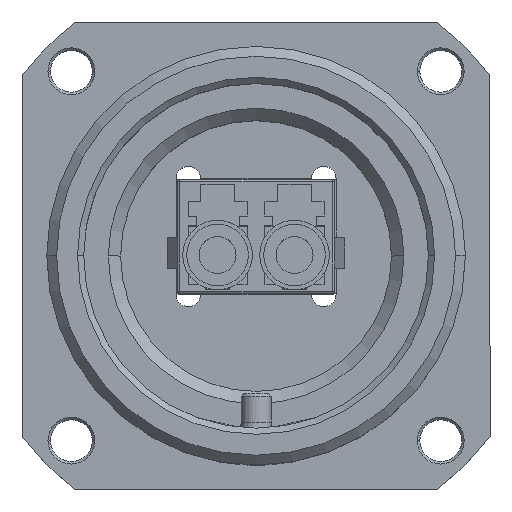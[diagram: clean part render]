
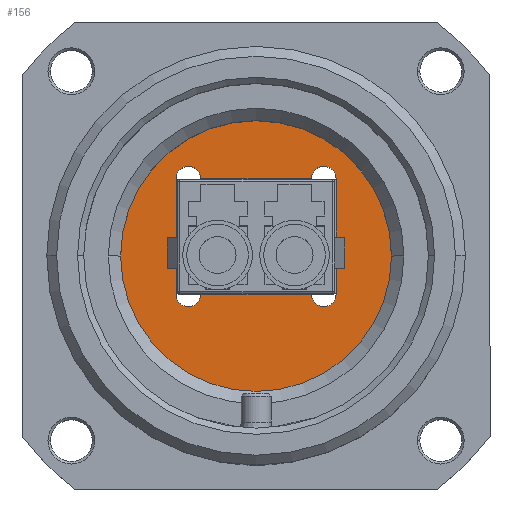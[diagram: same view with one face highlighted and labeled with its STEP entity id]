
A CAD part, top view. The second image highlights one B-rep face of the part: STEP entity #156.
In plain terms, the highlighted planar face has unit normal (0, 0, 1).
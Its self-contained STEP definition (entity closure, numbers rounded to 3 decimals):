
#156 = ADVANCED_FACE ( 'NONE', ( #7811, #7818 ), #440, .T. ) ;
#438 = DIRECTION ( 'NONE',  ( 1., 0., 0. ) ) ;
#440 = PLANE ( 'NONE',  #2051 ) ;
#442 = CARTESIAN_POINT ( 'NONE',  ( 0., 11., -22. ) ) ;
#443 = DIRECTION ( 'NONE',  ( 0., 0., 1. ) ) ;
#1306 = CIRCLE ( 'NONE', #2717, 11. ) ;
#2051 = AXIS2_PLACEMENT_3D ( 'NONE', #442, #443, #438 ) ;
#2233 = AXIS2_PLACEMENT_3D ( 'NONE', #5761, #5405, #5725 ) ;
#2403 = AXIS2_PLACEMENT_3D ( 'NONE', #5445, #5863, #5909 ) ;
#2677 = EDGE_CURVE ( 'NONE', #4653, #4657, #1306, .T. ) ;
#2717 = AXIS2_PLACEMENT_3D ( 'NONE', #10841, #10842, #10839 ) ;
#2839 = AXIS2_PLACEMENT_3D ( 'NONE', #5878, #5743, #5829 ) ;
#2844 = AXIS2_PLACEMENT_3D ( 'NONE', #5637, #5760, #5943 ) ;
#2869 = AXIS2_PLACEMENT_3D ( 'NONE', #5681, #5956, #5662 ) ;
#3625 = VECTOR ( 'NONE', #5610, 1000. ) ;
#3628 = LINE ( 'NONE', #5613, #3625 ) ;
#3645 = VECTOR ( 'NONE', #5666, 1000. ) ;
#3648 = LINE ( 'NONE', #5668, #3645 ) ;
#3765 = CIRCLE ( 'NONE', #2233, 1. ) ;
#3766 = VECTOR ( 'NONE', #5663, 1000. ) ;
#3768 = LINE ( 'NONE', #5942, #3766 ) ;
#3769 = CIRCLE ( 'NONE', #2844, 11. ) ;
#3770 = CIRCLE ( 'NONE', #2403, 1. ) ;
#3771 = CIRCLE ( 'NONE', #2839, 1. ) ;
#3773 = VECTOR ( 'NONE', #5658, 1000. ) ;
#3774 = CIRCLE ( 'NONE', #2869, 1. ) ;
#3775 = LINE ( 'NONE', #5837, #3773 ) ;
#4464 = VERTEX_POINT ( 'NONE', #11584 ) ;
#4653 = VERTEX_POINT ( 'NONE', #11588 ) ;
#4657 = VERTEX_POINT ( 'NONE', #11564 ) ;
#4727 = VERTEX_POINT ( 'NONE', #11499 ) ;
#4797 = VERTEX_POINT ( 'NONE', #11449 ) ;
#4832 = VERTEX_POINT ( 'NONE', #11357 ) ;
#4990 = VERTEX_POINT ( 'NONE', #11110 ) ;
#5030 = VERTEX_POINT ( 'NONE', #10974 ) ;
#5036 = VERTEX_POINT ( 'NONE', #10947 ) ;
#5041 = VERTEX_POINT ( 'NONE', #10986 ) ;
#5405 = DIRECTION ( 'NONE',  ( 0., 0., 1. ) ) ;
#5445 = CARTESIAN_POINT ( 'NONE',  ( -5.5, -3.1, -22. ) ) ;
#5610 = DIRECTION ( 'NONE',  ( 1., 0., 0. ) ) ;
#5613 = CARTESIAN_POINT ( 'NONE',  ( -4.5, -3.1, -22. ) ) ;
#5637 = CARTESIAN_POINT ( 'NONE',  ( 0., 0., -22. ) ) ;
#5658 = DIRECTION ( 'NONE',  ( 0., -1., 0. ) ) ;
#5662 = DIRECTION ( 'NONE',  ( 1., 0., 0. ) ) ;
#5663 = DIRECTION ( 'NONE',  ( 0., 1., 0. ) ) ;
#5666 = DIRECTION ( 'NONE',  ( -1., 0., 0. ) ) ;
#5668 = CARTESIAN_POINT ( 'NONE',  ( -4.5, 6.3, -22. ) ) ;
#5681 = CARTESIAN_POINT ( 'NONE',  ( 5.5, -3.1, -22. ) ) ;
#5725 = DIRECTION ( 'NONE',  ( 1., 0., 0. ) ) ;
#5743 = DIRECTION ( 'NONE',  ( 0., 0., 1. ) ) ;
#5760 = DIRECTION ( 'NONE',  ( 0., 0., 1. ) ) ;
#5761 = CARTESIAN_POINT ( 'NONE',  ( -5.5, 6.3, -22. ) ) ;
#5829 = DIRECTION ( 'NONE',  ( 1., 0., 0. ) ) ;
#5837 = CARTESIAN_POINT ( 'NONE',  ( -6.5, 6.3, -22. ) ) ;
#5863 = DIRECTION ( 'NONE',  ( 0., 0., 1. ) ) ;
#5878 = CARTESIAN_POINT ( 'NONE',  ( 5.5, 6.3, -22. ) ) ;
#5909 = DIRECTION ( 'NONE',  ( 1., 0., 0. ) ) ;
#5942 = CARTESIAN_POINT ( 'NONE',  ( 6.5, 6.3, -22. ) ) ;
#5943 = DIRECTION ( 'NONE',  ( 1., 0., 0. ) ) ;
#5956 = DIRECTION ( 'NONE',  ( 0., 0., 1. ) ) ;
#7811 = FACE_BOUND ( 'NONE', #10239, .T. ) ;
#7818 = FACE_OUTER_BOUND ( 'NONE', #10238, .T. ) ;
#8266 = ORIENTED_EDGE ( 'NONE', *, *, #2677, .T. ) ;
#8267 = ORIENTED_EDGE ( 'NONE', *, *, #12941, .T. ) ;
#8268 = ORIENTED_EDGE ( 'NONE', *, *, #12936, .F. ) ;
#8269 = ORIENTED_EDGE ( 'NONE', *, *, #12940, .F. ) ;
#8270 = ORIENTED_EDGE ( 'NONE', *, *, #13033, .F. ) ;
#8271 = ORIENTED_EDGE ( 'NONE', *, *, #12937, .F. ) ;
#8272 = ORIENTED_EDGE ( 'NONE', *, *, #12942, .F. ) ;
#8273 = ORIENTED_EDGE ( 'NONE', *, *, #12939, .F. ) ;
#8274 = ORIENTED_EDGE ( 'NONE', *, *, #13023, .F. ) ;
#8275 = ORIENTED_EDGE ( 'NONE', *, *, #12944, .F. ) ;
#10238 = EDGE_LOOP ( 'NONE', ( #8267, #8266 ) ) ;
#10239 = EDGE_LOOP ( 'NONE', ( #8275, #8274, #8273, #8272, #8271, #8270, #8269, #8268 ) ) ;
#10839 = DIRECTION ( 'NONE',  ( 1., 0., 0. ) ) ;
#10841 = CARTESIAN_POINT ( 'NONE',  ( 0., 0., -22. ) ) ;
#10842 = DIRECTION ( 'NONE',  ( 0., 0., 1. ) ) ;
#10947 = CARTESIAN_POINT ( 'NONE',  ( -4.5, -3.1, -22. ) ) ;
#10974 = CARTESIAN_POINT ( 'NONE',  ( 4.5, -3.1, -22. ) ) ;
#10986 = CARTESIAN_POINT ( 'NONE',  ( 6.5, -3.1, -22. ) ) ;
#11110 = CARTESIAN_POINT ( 'NONE',  ( 6.5, 6.3, -22. ) ) ;
#11357 = CARTESIAN_POINT ( 'NONE',  ( -6.5, 6.3, -22. ) ) ;
#11449 = CARTESIAN_POINT ( 'NONE',  ( -6.5, -3.1, -22. ) ) ;
#11499 = CARTESIAN_POINT ( 'NONE',  ( 4.5, 6.3, -22. ) ) ;
#11564 = CARTESIAN_POINT ( 'NONE',  ( 11., 0., -22. ) ) ;
#11584 = CARTESIAN_POINT ( 'NONE',  ( -4.5, 6.3, -22. ) ) ;
#11588 = CARTESIAN_POINT ( 'NONE',  ( -11., 0., -22. ) ) ;
#12936 = EDGE_CURVE ( 'NONE', #4832, #4797, #3775, .T. ) ;
#12937 = EDGE_CURVE ( 'NONE', #5030, #5041, #3774, .T. ) ;
#12939 = EDGE_CURVE ( 'NONE', #4990, #4727, #3771, .T. ) ;
#12940 = EDGE_CURVE ( 'NONE', #4797, #5036, #3770, .T. ) ;
#12941 = EDGE_CURVE ( 'NONE', #4657, #4653, #3769, .T. ) ;
#12942 = EDGE_CURVE ( 'NONE', #5041, #4990, #3768, .T. ) ;
#12944 = EDGE_CURVE ( 'NONE', #4464, #4832, #3765, .T. ) ;
#13023 = EDGE_CURVE ( 'NONE', #4727, #4464, #3648, .T. ) ;
#13033 = EDGE_CURVE ( 'NONE', #5036, #5030, #3628, .T. ) ;
